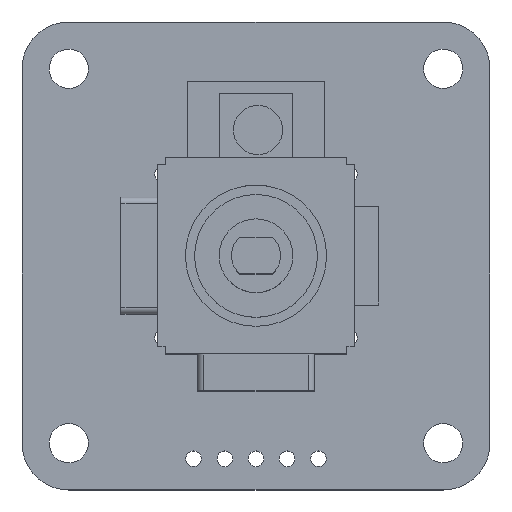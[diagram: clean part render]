
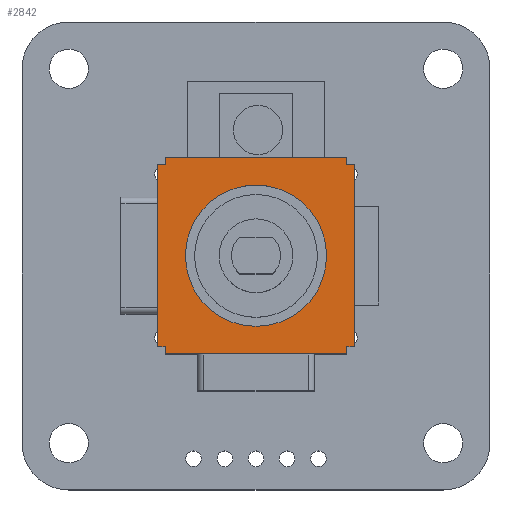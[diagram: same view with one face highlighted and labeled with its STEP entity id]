
A CAD part, top view. The second image highlights one B-rep face of the part: STEP entity #2842.
In plain terms, the highlighted planar face has unit normal (0, 0, 1).
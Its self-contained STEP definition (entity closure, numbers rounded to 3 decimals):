
#79=FACE_BOUND('',#447,.T.);
#116=PLANE('',#3089);
#233=FACE_OUTER_BOUND('',#446,.T.);
#446=EDGE_LOOP('',(#2194,#2195,#2196,#2197,#2198,#2199,#2200,#2201,#2202,
#2203,#2204,#2205));
#447=EDGE_LOOP('',(#2206));
#635=LINE('',#4442,#884);
#644=LINE('',#4461,#893);
#650=LINE('',#4472,#899);
#655=LINE('',#4484,#904);
#660=LINE('',#4492,#909);
#663=LINE('',#4500,#912);
#671=LINE('',#4515,#920);
#674=LINE('',#4522,#923);
#680=LINE('',#4533,#929);
#682=LINE('',#4536,#931);
#683=LINE('',#4538,#932);
#684=LINE('',#4539,#933);
#884=VECTOR('',#3568,10.);
#893=VECTOR('',#3581,10.);
#899=VECTOR('',#3589,10.);
#904=VECTOR('',#3596,10.);
#909=VECTOR('',#3603,10.);
#912=VECTOR('',#3608,10.);
#920=VECTOR('',#3618,10.);
#923=VECTOR('',#3623,10.);
#929=VECTOR('',#3631,10.);
#931=VECTOR('',#3635,10.);
#932=VECTOR('',#3638,10.);
#933=VECTOR('',#3639,10.);
#1130=CIRCLE('',#3090,5.75);
#1309=VERTEX_POINT('',#4439);
#1310=VERTEX_POINT('',#4441);
#1317=VERTEX_POINT('',#4458);
#1318=VERTEX_POINT('',#4460);
#1322=VERTEX_POINT('',#4470);
#1327=VERTEX_POINT('',#4481);
#1328=VERTEX_POINT('',#4483);
#1333=VERTEX_POINT('',#4497);
#1334=VERTEX_POINT('',#4499);
#1340=VERTEX_POINT('',#4513);
#1343=VERTEX_POINT('',#4520);
#1347=VERTEX_POINT('',#4531);
#1348=VERTEX_POINT('',#4540);
#1619=EDGE_CURVE('',#1310,#1309,#635,.T.);
#1628=EDGE_CURVE('',#1318,#1317,#644,.T.);
#1634=EDGE_CURVE('',#1317,#1322,#650,.T.);
#1639=EDGE_CURVE('',#1328,#1327,#655,.T.);
#1644=EDGE_CURVE('',#1327,#1310,#660,.T.);
#1647=EDGE_CURVE('',#1334,#1333,#663,.T.);
#1655=EDGE_CURVE('',#1333,#1340,#671,.T.);
#1658=EDGE_CURVE('',#1309,#1343,#674,.T.);
#1664=EDGE_CURVE('',#1343,#1347,#680,.T.);
#1666=EDGE_CURVE('',#1322,#1334,#682,.T.);
#1667=EDGE_CURVE('',#1340,#1328,#683,.T.);
#1668=EDGE_CURVE('',#1347,#1318,#684,.T.);
#1669=EDGE_CURVE('',#1348,#1348,#1130,.T.);
#2194=ORIENTED_EDGE('',*,*,#1628,.T.);
#2195=ORIENTED_EDGE('',*,*,#1634,.T.);
#2196=ORIENTED_EDGE('',*,*,#1666,.T.);
#2197=ORIENTED_EDGE('',*,*,#1647,.T.);
#2198=ORIENTED_EDGE('',*,*,#1655,.T.);
#2199=ORIENTED_EDGE('',*,*,#1667,.T.);
#2200=ORIENTED_EDGE('',*,*,#1639,.T.);
#2201=ORIENTED_EDGE('',*,*,#1644,.T.);
#2202=ORIENTED_EDGE('',*,*,#1619,.T.);
#2203=ORIENTED_EDGE('',*,*,#1658,.T.);
#2204=ORIENTED_EDGE('',*,*,#1664,.T.);
#2205=ORIENTED_EDGE('',*,*,#1668,.T.);
#2206=ORIENTED_EDGE('',*,*,#1669,.T.);
#2842=ADVANCED_FACE('',(#233,#79),#116,.T.);
#3089=AXIS2_PLACEMENT_3D('',#4537,#3636,#3637);
#3090=AXIS2_PLACEMENT_3D('',#4541,#3640,#3641);
#3568=DIRECTION('',(-1.,0.,0.));
#3581=DIRECTION('',(1.,0.,0.));
#3589=DIRECTION('',(0.,-1.,0.));
#3596=DIRECTION('',(-1.,0.,0.));
#3603=DIRECTION('',(0.,1.,0.));
#3608=DIRECTION('',(0.,1.,0.));
#3618=DIRECTION('',(1.,0.,0.));
#3623=DIRECTION('',(0.,-1.,0.));
#3631=DIRECTION('',(-1.,0.,0.));
#3635=DIRECTION('',(1.,0.,0.));
#3636=DIRECTION('center_axis',(0.,0.,1.));
#3637=DIRECTION('ref_axis',(1.,0.,0.));
#3638=DIRECTION('',(0.,1.,0.));
#3639=DIRECTION('',(0.,-1.,0.));
#3640=DIRECTION('center_axis',(0.,0.,-1.));
#3641=DIRECTION('ref_axis',(-1.,0.,0.));
#4439=CARTESIAN_POINT('',(11.65,27.05,13.6));
#4441=CARTESIAN_POINT('',(26.45,27.05,13.6));
#4442=CARTESIAN_POINT('',(27.05,27.05,13.6));
#4458=CARTESIAN_POINT('',(11.65,11.65,13.6));
#4460=CARTESIAN_POINT('',(11.05,11.65,13.6));
#4461=CARTESIAN_POINT('',(15.35,11.65,13.6));
#4470=CARTESIAN_POINT('',(11.65,11.05,13.6));
#4472=CARTESIAN_POINT('',(11.65,15.05,13.6));
#4481=CARTESIAN_POINT('',(26.45,26.45,13.6));
#4483=CARTESIAN_POINT('',(27.05,26.45,13.6));
#4484=CARTESIAN_POINT('',(22.75,26.45,13.6));
#4492=CARTESIAN_POINT('',(26.45,23.05,13.6));
#4497=CARTESIAN_POINT('',(26.45,11.65,13.6));
#4499=CARTESIAN_POINT('',(26.45,11.05,13.6));
#4500=CARTESIAN_POINT('',(26.45,15.35,13.6));
#4513=CARTESIAN_POINT('',(27.05,11.65,13.6));
#4515=CARTESIAN_POINT('',(23.05,11.65,13.6));
#4520=CARTESIAN_POINT('',(11.65,26.45,13.6));
#4522=CARTESIAN_POINT('',(11.65,22.75,13.6));
#4531=CARTESIAN_POINT('',(11.05,26.45,13.6));
#4533=CARTESIAN_POINT('',(15.05,26.45,13.6));
#4536=CARTESIAN_POINT('',(11.05,11.05,13.6));
#4537=CARTESIAN_POINT('Origin',(19.05,19.05,13.6));
#4538=CARTESIAN_POINT('',(27.05,11.65,13.6));
#4539=CARTESIAN_POINT('',(11.05,11.05,13.6));
#4540=CARTESIAN_POINT('',(24.8,19.05,13.6));
#4541=CARTESIAN_POINT('Origin',(19.05,19.05,13.6));
